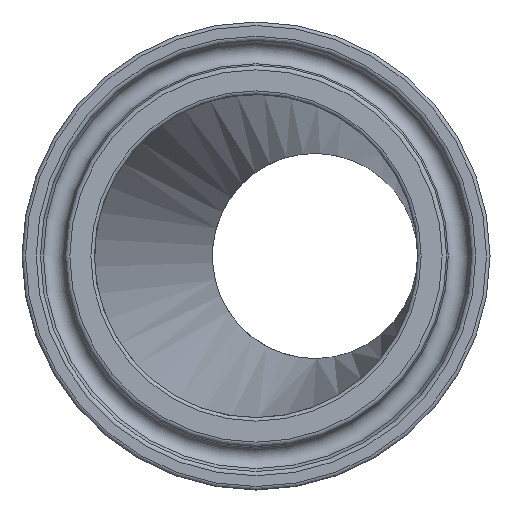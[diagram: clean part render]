
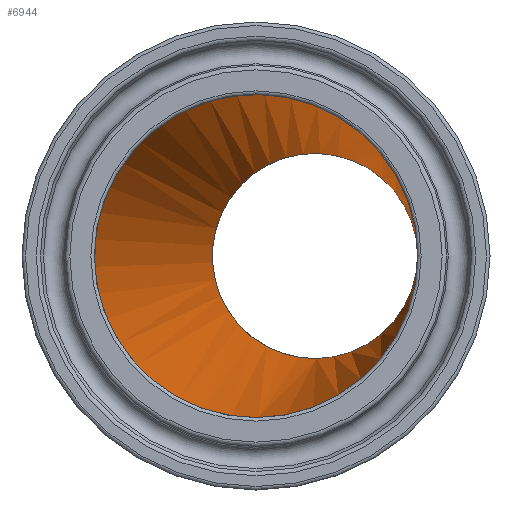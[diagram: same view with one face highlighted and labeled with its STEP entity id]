
A CAD part, left-side view. The second image highlights one B-rep face of the part: STEP entity #6944.
In plain terms, the highlighted free-form (B-spline) face has degree [1, 2] with [2, 9] control points.
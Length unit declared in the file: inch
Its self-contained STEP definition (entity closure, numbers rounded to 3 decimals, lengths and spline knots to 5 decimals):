
#38=(
BOUNDED_SURFACE()
B_SPLINE_SURFACE(1,2,((#15733,#15734,#15735,#15736,#15737,#15738,#15739,
#15740,#15741),(#15742,#15743,#15744,#15745,#15746,#15747,#15748,#15749,
#15750)),.UNSPECIFIED.,.F.,.T.,.F.)
B_SPLINE_SURFACE_WITH_KNOTS((2,2),(3,2,2,2,3),(-0.13172,3.04281),
(-3.14159,-1.5708,0.,1.5708,3.14159),
 .UNSPECIFIED.)
GEOMETRIC_REPRESENTATION_ITEM()
RATIONAL_B_SPLINE_SURFACE(((1.,0.707,1.,0.707,1.,
0.707,1.,0.707,1.),(1.,0.707,1.,0.707,
1.,0.707,1.,0.707,1.)))
REPRESENTATION_ITEM('')
SURFACE()
);
#951=CIRCLE('',#7217,0.685);
#952=CIRCLE('',#7218,0.685);
#953=CIRCLE('',#7219,0.435);
#954=CIRCLE('',#7220,0.435);
#1504=FACE_OUTER_BOUND('',#1928,.T.);
#1928=EDGE_LOOP('',(#6259,#6260,#6261,#6262,#6263,#6264));
#2490=B_SPLINE_CURVE_WITH_KNOTS('',1,(#15756,#15757),.UNSPECIFIED.,.F.,
 .F.,(2,2),(0.00187,2.96582),.UNSPECIFIED.);
#3170=VERTEX_POINT('',#15751);
#3171=VERTEX_POINT('',#15752);
#3172=VERTEX_POINT('',#15755);
#3173=VERTEX_POINT('',#15758);
#4210=EDGE_CURVE('',#3170,#3171,#951,.T.);
#4211=EDGE_CURVE('',#3171,#3170,#952,.T.);
#4212=EDGE_CURVE('',#3171,#3172,#2490,.T.);
#4213=EDGE_CURVE('',#3172,#3173,#953,.T.);
#4214=EDGE_CURVE('',#3173,#3172,#954,.T.);
#6259=ORIENTED_EDGE('',*,*,#4210,.F.);
#6260=ORIENTED_EDGE('',*,*,#4211,.F.);
#6261=ORIENTED_EDGE('',*,*,#4212,.T.);
#6262=ORIENTED_EDGE('',*,*,#4213,.T.);
#6263=ORIENTED_EDGE('',*,*,#4214,.T.);
#6264=ORIENTED_EDGE('',*,*,#4212,.F.);
#6944=ADVANCED_FACE('',(#1504),#38,.T.);
#7217=AXIS2_PLACEMENT_3D('',#15753,#8111,#8112);
#7218=AXIS2_PLACEMENT_3D('',#15754,#8113,#8114);
#7219=AXIS2_PLACEMENT_3D('',#15759,#8115,#8116);
#7220=AXIS2_PLACEMENT_3D('',#15760,#8117,#8118);
#8111=DIRECTION('center_axis',(1.,0.,0.));
#8112=DIRECTION('ref_axis',(0.,-0.015,1.));
#8113=DIRECTION('center_axis',(1.,0.,0.));
#8114=DIRECTION('ref_axis',(0.,-0.015,1.));
#8115=DIRECTION('center_axis',(1.,0.,0.));
#8116=DIRECTION('ref_axis',(0.,0.,
-1.));
#8117=DIRECTION('center_axis',(1.,0.,0.));
#8118=DIRECTION('ref_axis',(0.,0.,
-1.));
#15733=CARTESIAN_POINT('Ctrl Pts',(0.40986,0.00072,
-0.69619));
#15734=CARTESIAN_POINT('Ctrl Pts',(0.49428,0.68643,
-0.69619));
#15735=CARTESIAN_POINT('Ctrl Pts',(0.49428,0.68643,
0.));
#15736=CARTESIAN_POINT('Ctrl Pts',(0.49428,0.68643,
0.69619));
#15737=CARTESIAN_POINT('Ctrl Pts',(0.40986,0.00072,
0.69619));
#15738=CARTESIAN_POINT('Ctrl Pts',(0.32545,-0.685,
0.69619));
#15739=CARTESIAN_POINT('Ctrl Pts',(0.32545,-0.685,0.));
#15740=CARTESIAN_POINT('Ctrl Pts',(0.32545,-0.685,-0.69619));
#15741=CARTESIAN_POINT('Ctrl Pts',(0.40986,0.00072,
-0.69619));
#15742=CARTESIAN_POINT('Ctrl Pts',(2.55195,-0.26299,-0.42846));
#15743=CARTESIAN_POINT('Ctrl Pts',(2.6039,0.15902,-0.42846));
#15744=CARTESIAN_POINT('Ctrl Pts',(2.6039,0.15902,0.));
#15745=CARTESIAN_POINT('Ctrl Pts',(2.6039,0.15902,0.42846));
#15746=CARTESIAN_POINT('Ctrl Pts',(2.55195,-0.26299,0.42846));
#15747=CARTESIAN_POINT('Ctrl Pts',(2.5,-0.685,0.42846));
#15748=CARTESIAN_POINT('Ctrl Pts',(2.5,-0.685,0.));
#15749=CARTESIAN_POINT('Ctrl Pts',(2.5,-0.685,-0.42846));
#15750=CARTESIAN_POINT('Ctrl Pts',(2.55195,-0.26299,-0.42846));
#15751=CARTESIAN_POINT('',(0.5,-0.685,0.));
#15752=CARTESIAN_POINT('',(0.5,-0.01038,-0.68492));
#15753=CARTESIAN_POINT('Origin',(0.5,0.,0.));
#15754=CARTESIAN_POINT('Origin',(0.5,0.,0.));
#15755=CARTESIAN_POINT('',(2.5,-0.25659,-0.43495));
#15756=CARTESIAN_POINT('Ctrl Pts',(0.5,-0.01038,-0.68492));
#15757=CARTESIAN_POINT('Ctrl Pts',(2.5,-0.25659,-0.43495));
#15758=CARTESIAN_POINT('',(2.5,-0.685,0.));
#15759=CARTESIAN_POINT('Origin',(2.5,-0.25,0.));
#15760=CARTESIAN_POINT('Origin',(2.5,-0.25,0.));
